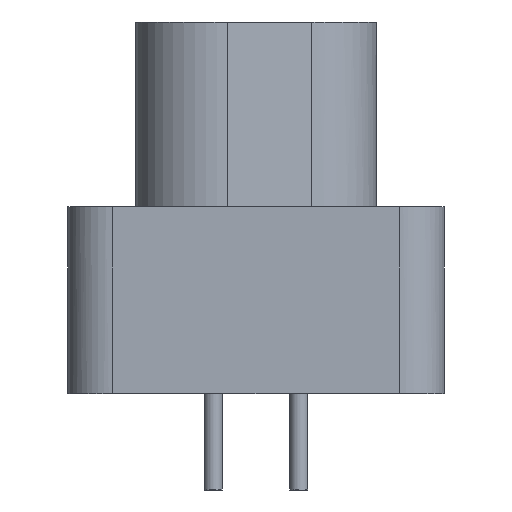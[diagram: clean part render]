
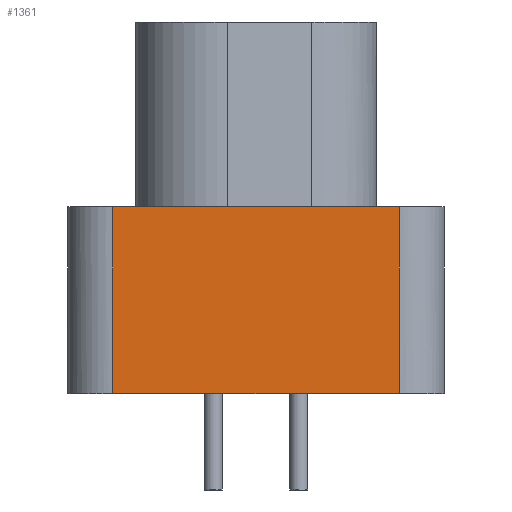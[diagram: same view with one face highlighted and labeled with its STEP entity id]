
A CAD part, left-side view. The second image highlights one B-rep face of the part: STEP entity #1361.
In plain terms, the highlighted free-form (B-spline) face has degree [1, 1] with [2, 2] control points.
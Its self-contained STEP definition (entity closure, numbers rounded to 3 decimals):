
#1134=CARTESIAN_POINT('V5',(-19.75,-4.75,
   -6.2));
#1135=VERTEX_POINT('V5',#1134);
#1149=CARTESIAN_POINT('V6',(-19.75,4.75,
   -6.2));
#1150=VERTEX_POINT('V6',#1149);
#1151=CARTESIAN_POINT('E5',(-19.75,4.75,
   -6.2));
#1152=CARTESIAN_POINT('E5',(-19.75,-4.75,
   -6.2));
#1153=B_SPLINE_CURVE_WITH_KNOTS('E5',1,(#1151,#1152),.POLYLINE_FORM.,
   .F.,.U.,(2,2),(0.0,1.532),.UNSPECIFIED.);
#1154=EDGE_CURVE('E5',#1150,#1135,#1153,.T.);
#1315=CARTESIAN_POINT('V25',(-19.75,4.75,
   0.0));
#1316=VERTEX_POINT('V25',#1315);
#1332=CARTESIAN_POINT('E35',(-19.75,4.75,
   0.0));
#1333=CARTESIAN_POINT('E35',(-19.75,4.75,
   -6.2));
#1334=QUASI_UNIFORM_CURVE('E35',1,(#1332,#1333),.POLYLINE_FORM.,.F.,
   .U.);
#1335=EDGE_CURVE('E35',#1316,#1150,#1334,.T.);
#1340=CARTESIAN_POINT('F16',(-19.75,-4.75,
   0.0));
#1341=CARTESIAN_POINT('F16',(-19.75,4.75,
   0.0));
#1342=CARTESIAN_POINT('F16',(-19.75,-4.75,
   -6.2));
#1343=CARTESIAN_POINT('F16',(-19.75,4.75,
   -6.2));
#1344=B_SPLINE_SURFACE_WITH_KNOTS('F16',1,1,((#1340,#1342),(#1341,
   #1343)),.PLANE_SURF.,.F.,.F.,.U.,(2,2),(2,2),(0.0,
   1.532),(0.0,1.0),.UNSPECIFIED.);
#1345=CARTESIAN_POINT('V26',(-19.75,-4.75,
   0.0));
#1346=VERTEX_POINT('V26',#1345);
#1347=CARTESIAN_POINT('E36',(-19.75,-4.75,
   0.0));
#1348=CARTESIAN_POINT('E36',(-19.75,4.75,
   0.0));
#1349=B_SPLINE_CURVE_WITH_KNOTS('E36',1,(#1347,#1348),
   .POLYLINE_FORM.,.F.,.U.,(2,2),(0.0,1.532),
   .UNSPECIFIED.);
#1350=EDGE_CURVE('E36',#1346,#1316,#1349,.T.);
#1351=ORIENTED_EDGE('E36',*,*,#1350,.T.);
#1352=ORIENTED_EDGE('F15',*,*,#1335,.T.);
#1353=ORIENTED_EDGE('E5',*,*,#1154,.T.);
#1354=CARTESIAN_POINT('E37',(-19.75,-4.75,
   0.0));
#1355=CARTESIAN_POINT('E37',(-19.75,-4.75,
   -6.2));
#1356=B_SPLINE_CURVE_WITH_KNOTS('E37',1,(#1354,#1355),
   .POLYLINE_FORM.,.F.,.U.,(2,2),(0.0,2.067),
   .UNSPECIFIED.);
#1357=EDGE_CURVE('E37',#1346,#1135,#1356,.T.);
#1358=ORIENTED_EDGE('E37',*,*,#1357,.F.);
#1359=EDGE_LOOP('F16',(#1351,#1352,#1353,#1358));
#1360=FACE_OUTER_BOUND('F16',#1359,.T.);
#1361=ADVANCED_FACE('F16',(#1360),#1344,.T.);
